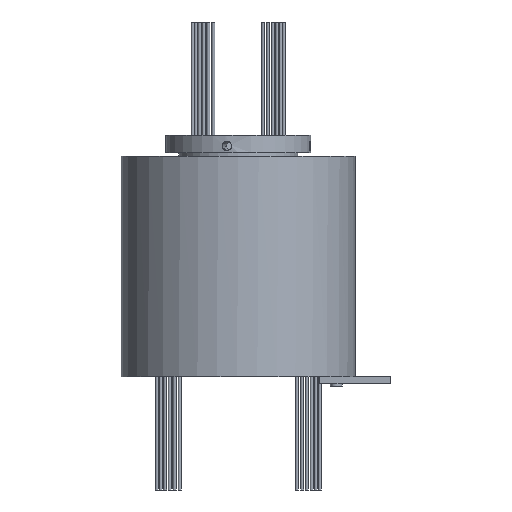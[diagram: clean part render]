
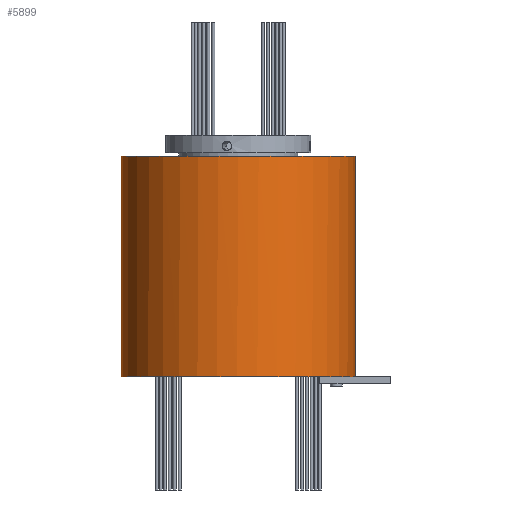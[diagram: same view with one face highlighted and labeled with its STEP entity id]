
A CAD part, front view. The second image highlights one B-rep face of the part: STEP entity #5899.
In plain terms, the highlighted cylindrical face has radius 49.5 mm (diameter 99 mm), a partial arc.
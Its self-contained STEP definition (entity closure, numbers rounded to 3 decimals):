
#419 = CIRCLE ( 'NONE', #11624, 49.5 ) ;
#653 = VECTOR ( 'NONE', #10396, 1000. ) ;
#1511 = CARTESIAN_POINT ( 'NONE',  ( 49.5, 0., 0. ) ) ;
#1794 = DIRECTION ( 'NONE',  ( 0., 0., 1. ) ) ;
#2133 = CARTESIAN_POINT ( 'NONE',  ( -49.5, 0., 0. ) ) ;
#2240 = ORIENTED_EDGE ( 'NONE', *, *, #5470, .T. ) ;
#3603 = VERTEX_POINT ( 'NONE', #2133 ) ;
#3640 = DIRECTION ( 'NONE',  ( 0., 0., 1. ) ) ;
#3725 = CARTESIAN_POINT ( 'NONE',  ( 0., 0., -93.2 ) ) ;
#4011 = DIRECTION ( 'NONE',  ( 1., 0., 0. ) ) ;
#4062 = EDGE_CURVE ( 'NONE', #3603, #13251, #9067, .T. ) ;
#4074 = DIRECTION ( 'NONE',  ( 0., 0., 1. ) ) ;
#4586 = EDGE_CURVE ( 'NONE', #9733, #3603, #9956, .T. ) ;
#4700 = AXIS2_PLACEMENT_3D ( 'NONE', #5441, #4074, #12432 ) ;
#5319 = CARTESIAN_POINT ( 'NONE',  ( 0., 0., -93.2 ) ) ;
#5405 = DIRECTION ( 'NONE',  ( 1., 0., 0. ) ) ;
#5441 = CARTESIAN_POINT ( 'NONE',  ( 0., 0., 0. ) ) ;
#5470 = EDGE_CURVE ( 'NONE', #8457, #13251, #7068, .T. ) ;
#5532 = CARTESIAN_POINT ( 'NONE',  ( 49.5, 0., -93.2 ) ) ;
#5899 = ADVANCED_FACE ( 'NONE', ( #7403 ), #10591, .T. ) ;
#6084 = AXIS2_PLACEMENT_3D ( 'NONE', #3725, #3640, #6166 ) ;
#6166 = DIRECTION ( 'NONE',  ( 1., 0., 0. ) ) ;
#6498 = CARTESIAN_POINT ( 'NONE',  ( 0., 0., -93.2 ) ) ;
#7068 = LINE ( 'NONE', #5532, #10990 ) ;
#7403 = FACE_OUTER_BOUND ( 'NONE', #14960, .T. ) ;
#7487 = ORIENTED_EDGE ( 'NONE', *, *, #4586, .F. ) ;
#7527 = CIRCLE ( 'NONE', #6084, 49.5 ) ;
#7771 = DIRECTION ( 'NONE',  ( 0., 0., 1. ) ) ;
#8457 = VERTEX_POINT ( 'NONE', #11759 ) ;
#9067 = CIRCLE ( 'NONE', #4700, 49.5 ) ;
#9733 = VERTEX_POINT ( 'NONE', #15350 ) ;
#9956 = LINE ( 'NONE', #14125, #653 ) ;
#9978 = EDGE_CURVE ( 'NONE', #15225, #8457, #419, .T. ) ;
#10030 = AXIS2_PLACEMENT_3D ( 'NONE', #6498, #1794, #5405 ) ;
#10235 = DIRECTION ( 'NONE',  ( 0., 0., 1. ) ) ;
#10396 = DIRECTION ( 'NONE',  ( 0., 0., 1. ) ) ;
#10591 = CYLINDRICAL_SURFACE ( 'NONE', #10030, 49.5 ) ;
#10886 = ORIENTED_EDGE ( 'NONE', *, *, #9978, .T. ) ;
#10948 = CARTESIAN_POINT ( 'NONE',  ( 48.58, -9.5, -93.2 ) ) ;
#10990 = VECTOR ( 'NONE', #10235, 1000. ) ;
#11189 = ORIENTED_EDGE ( 'NONE', *, *, #4062, .F. ) ;
#11624 = AXIS2_PLACEMENT_3D ( 'NONE', #5319, #7771, #4011 ) ;
#11759 = CARTESIAN_POINT ( 'NONE',  ( 49.5, 0., -93.2 ) ) ;
#12432 = DIRECTION ( 'NONE',  ( 1., 0., 0. ) ) ;
#13251 = VERTEX_POINT ( 'NONE', #1511 ) ;
#14125 = CARTESIAN_POINT ( 'NONE',  ( -49.5, 0., -93.2 ) ) ;
#14724 = EDGE_CURVE ( 'NONE', #9733, #15225, #7527, .T. ) ;
#14749 = ORIENTED_EDGE ( 'NONE', *, *, #14724, .T. ) ;
#14960 = EDGE_LOOP ( 'NONE', ( #7487, #14749, #10886, #2240, #11189 ) ) ;
#15225 = VERTEX_POINT ( 'NONE', #10948 ) ;
#15350 = CARTESIAN_POINT ( 'NONE',  ( -49.5, 0., -93.2 ) ) ;
